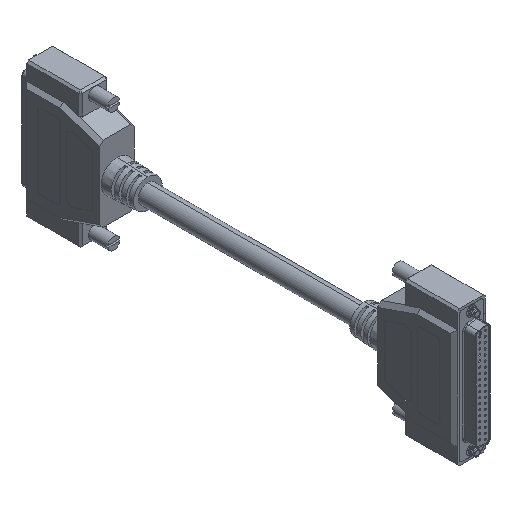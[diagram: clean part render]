
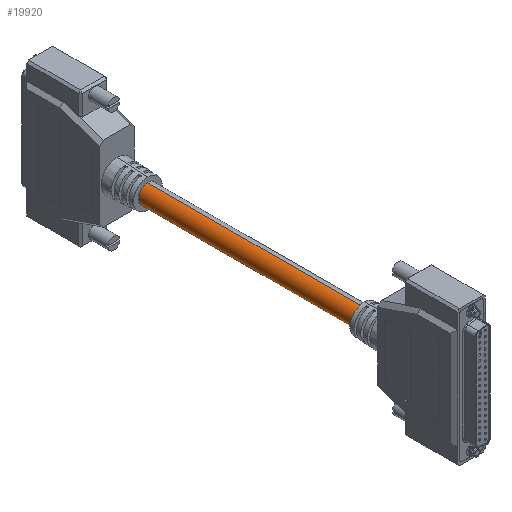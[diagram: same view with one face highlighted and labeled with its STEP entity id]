
A CAD part, isometric view. The second image highlights one B-rep face of the part: STEP entity #19920.
In plain terms, the highlighted cylindrical face has radius 4.953 mm (diameter 9.906 mm), a partial arc.
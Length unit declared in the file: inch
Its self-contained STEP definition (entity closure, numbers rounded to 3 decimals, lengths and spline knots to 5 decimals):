
#15852 = DIRECTION ( 'NONE',  ( 0., -1., 0. ) ) ;
#15854 = VECTOR ( 'NONE', #15852, 39.37008 ) ;
#15855 = CARTESIAN_POINT ( 'NONE',  ( 0., 2.25, -0.195 ) ) ;
#15856 = LINE ( 'NONE', #15855, #15854 ) ;
#15858 = CARTESIAN_POINT ( 'NONE',  ( 0., -2.25, -0.195 ) ) ;
#15859 = CARTESIAN_POINT ( 'NONE',  ( 0., -2.25, 0.195 ) ) ;
#15860 = CARTESIAN_POINT ( 'NONE',  ( 0., 2.25, -0.195 ) ) ;
#15871 = CARTESIAN_POINT ( 'NONE',  ( 0., 2.25, 0.195 ) ) ;
#15909 = DIRECTION ( 'NONE',  ( 0., -1., 0. ) ) ;
#15910 = VECTOR ( 'NONE', #15909, 39.37008 ) ;
#15911 = CARTESIAN_POINT ( 'NONE',  ( 0., 2.25, 0.195 ) ) ;
#15912 = LINE ( 'NONE', #15911, #15910 ) ;
#16078 = DIRECTION ( 'NONE',  ( 0., 0., 1. ) ) ;
#16079 = DIRECTION ( 'NONE',  ( 0., 1., 0. ) ) ;
#16080 = CARTESIAN_POINT ( 'NONE',  ( 0., 2.25, 0. ) ) ;
#16081 = AXIS2_PLACEMENT_3D ( 'NONE', #16080, #16079, #16078 ) ;
#16082 = CIRCLE ( 'NONE', #16081, 0.195 ) ;
#16118 = DIRECTION ( 'NONE',  ( 0., 0., -1. ) ) ;
#16119 = DIRECTION ( 'NONE',  ( 0., -1., 0. ) ) ;
#16120 = CARTESIAN_POINT ( 'NONE',  ( 0., 2.25, 0. ) ) ;
#16121 = AXIS2_PLACEMENT_3D ( 'NONE', #16120, #16119, #16118 ) ;
#16125 = CYLINDRICAL_SURFACE ( 'NONE', #16121, 0.195 ) ;
#16126 = FACE_OUTER_BOUND ( 'NONE', #19329, .T. ) ;
#16131 = DIRECTION ( 'NONE',  ( 0., 0., 1. ) ) ;
#16132 = DIRECTION ( 'NONE',  ( 0., 1., 0. ) ) ;
#16133 = CARTESIAN_POINT ( 'NONE',  ( 0., -2.25, 0. ) ) ;
#16134 = AXIS2_PLACEMENT_3D ( 'NONE', #16133, #16132, #16131 ) ;
#16135 = CIRCLE ( 'NONE', #16134, 0.195 ) ;
#18559 = VERTEX_POINT ( 'NONE', #15871 ) ;
#18564 = VERTEX_POINT ( 'NONE', #15860 ) ;
#18566 = VERTEX_POINT ( 'NONE', #15859 ) ;
#18568 = VERTEX_POINT ( 'NONE', #15858 ) ;
#18571 = EDGE_CURVE ( 'NONE', #18564, #18568, #15856, .T. ) ;
#18573 = EDGE_CURVE ( 'NONE', #18559, #18566, #15912, .T. ) ;
#19329 = EDGE_LOOP ( 'NONE', ( #19335, #19394, #19446, #19487 ) ) ;
#19335 = ORIENTED_EDGE ( 'NONE', *, *, #18573, .F. ) ;
#19394 = ORIENTED_EDGE ( 'NONE', *, *, #19425, .F. ) ;
#19425 = EDGE_CURVE ( 'NONE', #18564, #18559, #16082, .T. ) ;
#19446 = ORIENTED_EDGE ( 'NONE', *, *, #18571, .T. ) ;
#19461 = EDGE_CURVE ( 'NONE', #18568, #18566, #16135, .T. ) ;
#19487 = ORIENTED_EDGE ( 'NONE', *, *, #19461, .T. ) ;
#19920 = ADVANCED_FACE ( 'NONE', ( #16126 ), #16125, .T. ) ;
